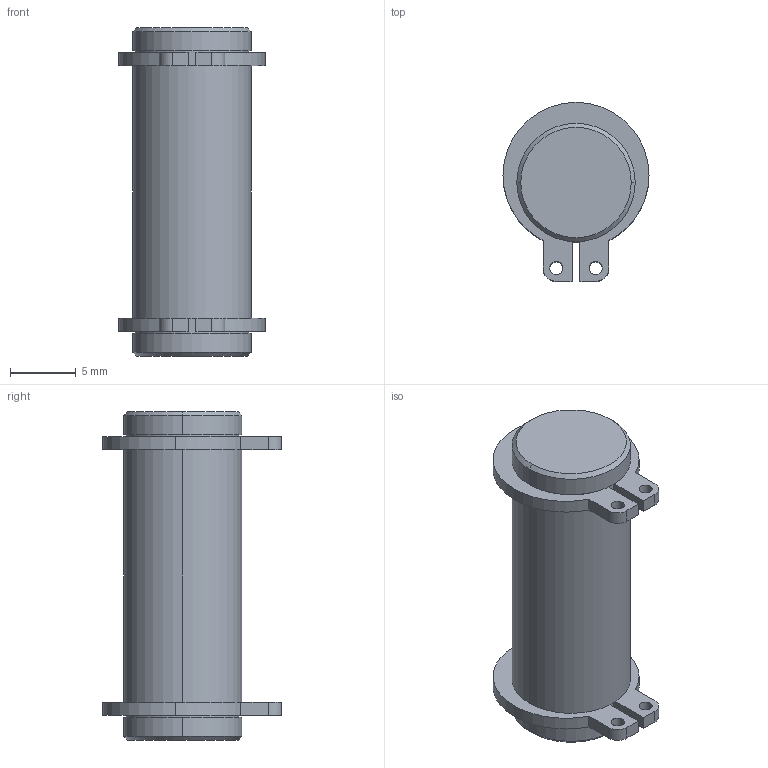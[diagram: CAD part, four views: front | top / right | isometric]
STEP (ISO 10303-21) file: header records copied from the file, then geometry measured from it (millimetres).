
FILE_DESCRIPTION (( 'STEP AP214' ), '1' );
FILE_NAME ('CDP-1-XC27.STEP', '2018-06-18T07:27:35', ( 'SONIC' ), ( 'UNITCOM PC' ), 'SwSTEP 2.0', 'SolidWorks 2015', '' );
FILE_SCHEMA (( 'AUTOMOTIVE_DESIGN' ));
Length unit declared in the file: millimetre
Products named in the file (1): CDP-1-XC27
Bounding box: 11.1 x 13.6 x 25 mm (x, y, z)
Volume: 1671.8 mm3; surface area: 1066 mm2
Topology: 1 solids, 1 shells, 54 faces, 142 edges, 92 vertices
Faces by surface type: cylinder 28, plane 22, cone 4
Entity records: 1740 total; most frequent: DIRECTION 320, CARTESIAN_POINT 289, ORIENTED_EDGE 284, EDGE_CURVE 142, AXIS2_PLACEMENT_3D 123, VERTEX_POINT 92, LINE 74, VECTOR 74
